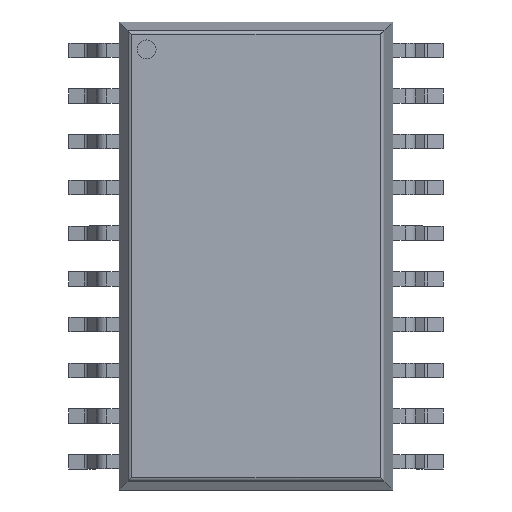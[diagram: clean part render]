
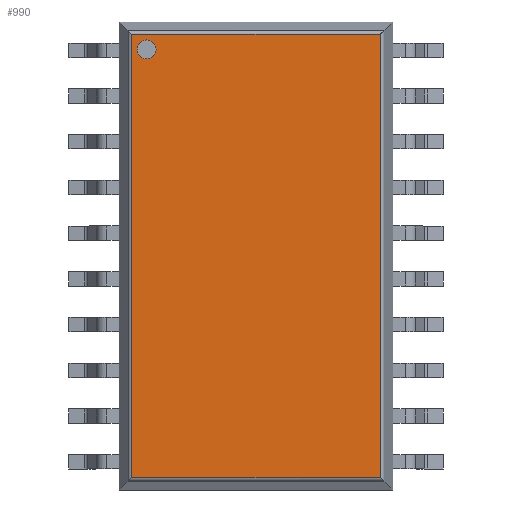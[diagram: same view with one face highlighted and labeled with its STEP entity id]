
A CAD part, top view. The second image highlights one B-rep face of the part: STEP entity #990.
In plain terms, the highlighted planar face has unit normal (0, 0, 1).
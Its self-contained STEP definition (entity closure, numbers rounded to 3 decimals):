
#940=CARTESIAN_POINT('',(-3.037,5.474,2.82));
#941=VERTEX_POINT('',#940);
#942=CARTESIAN_POINT('',(-3.037,5.737,2.82));
#943=DIRECTION('',(0.0,-0.0,1.0));
#944=DIRECTION('',(0.0,-1.0,-0.0));
#945=AXIS2_PLACEMENT_3D('',#942,#943,#944);
#946=CIRCLE('',#945,0.264);
#947=EDGE_CURVE('n� 674',#941,#941,#946,.T.);
#948=ORIENTED_EDGE('',*,*,#947,.F.);
#949=EDGE_LOOP('',(#948));
#950=FACE_OUTER_BOUND('',#949,.T.);
#951=CARTESIAN_POINT('',(-3.457,6.157,2.82));
#952=VERTEX_POINT('',#951);
#953=CARTESIAN_POINT('',(-3.457,-6.157,2.82));
#954=VERTEX_POINT('',#953);
#955=CARTESIAN_POINT('',(-3.457,-6.237,2.82));
#956=DIRECTION('',(0.0,-1.0,-0.0));
#957=VECTOR('',#956,1.0);
#958=LINE('',#955,#957);
#959=EDGE_CURVE('n� 467',#952,#954,#958,.T.);
#960=ORIENTED_EDGE('',*,*,#959,.T.);
#961=CARTESIAN_POINT('',(3.457,-6.157,2.82));
#962=VERTEX_POINT('',#961);
#963=CARTESIAN_POINT('',(3.537,-6.157,2.82));
#964=DIRECTION('',(1.0,0.0,0.0));
#965=VECTOR('',#964,1.0);
#966=LINE('',#963,#965);
#967=EDGE_CURVE('n� 470',#954,#962,#966,.T.);
#968=ORIENTED_EDGE('',*,*,#967,.T.);
#969=CARTESIAN_POINT('',(3.457,6.157,2.82));
#970=VERTEX_POINT('',#969);
#971=CARTESIAN_POINT('',(3.457,6.237,2.82));
#972=DIRECTION('',(-0.0,1.0,0.0));
#973=VECTOR('',#972,1.0);
#974=LINE('',#971,#973);
#975=EDGE_CURVE('n� 459',#962,#970,#974,.T.);
#976=ORIENTED_EDGE('',*,*,#975,.T.);
#977=CARTESIAN_POINT('',(-3.537,6.157,2.82));
#978=DIRECTION('',(-1.0,-0.0,0.0));
#979=VECTOR('',#978,1.0);
#980=LINE('',#977,#979);
#981=EDGE_CURVE('n� 463',#970,#952,#980,.T.);
#982=ORIENTED_EDGE('',*,*,#981,.T.);
#983=EDGE_LOOP('',(#960,#968,#976,#982));
#984=FACE_BOUND('',#983,.T.);
#985=CARTESIAN_POINT('',(-3.8,6.5,2.82));
#986=DIRECTION('',(0.0,0.0,-1.0));
#987=DIRECTION('',(0.0,1.0,0.0));
#988=AXIS2_PLACEMENT_3D('',#985,#986,#987);
#989=PLANE('',#988);
#990=ADVANCED_FACE('n� 1',(#950,#984),#989,.F.);
